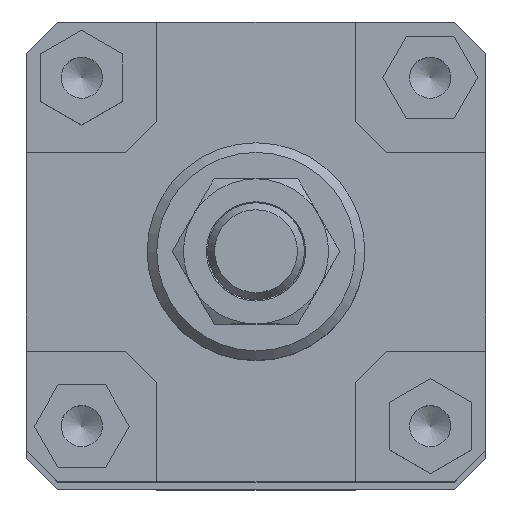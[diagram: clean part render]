
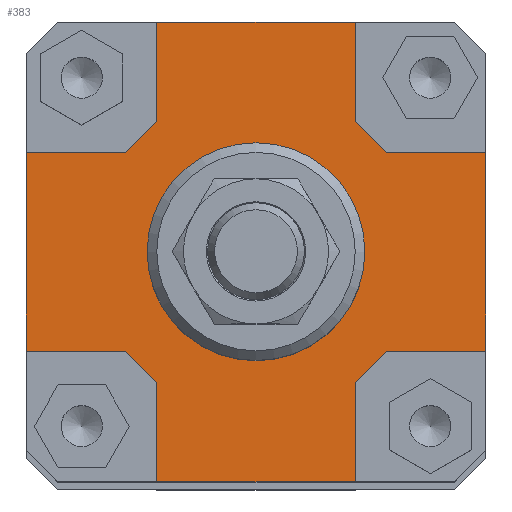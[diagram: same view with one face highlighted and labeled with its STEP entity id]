
A CAD part, top view. The second image highlights one B-rep face of the part: STEP entity #383.
In plain terms, the highlighted planar face has unit normal (0, 0, 1).
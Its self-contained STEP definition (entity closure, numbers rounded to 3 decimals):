
#383 = ADVANCED_FACE( '', ( #896, #897 ), #898, .T. );
#896 = FACE_OUTER_BOUND( '', #1600, .T. );
#897 = FACE_BOUND( '', #1601, .T. );
#898 = PLANE( '', #1602 );
#1600 = EDGE_LOOP( '', ( #2510, #2511, #2512, #2513, #2514, #2515, #2516, #2517, #2518, #2519, #2520, #2521, #2522, #2523, #2524, #2525 ) );
#1601 = EDGE_LOOP( '', ( #2526 ) );
#1602 = AXIS2_PLACEMENT_3D( '', #2527, #2528, #2529 );
#2510 = ORIENTED_EDGE( '', *, *, #4149, .T. );
#2511 = ORIENTED_EDGE( '', *, *, #4146, .F. );
#2512 = ORIENTED_EDGE( '', *, *, #4071, .T. );
#2513 = ORIENTED_EDGE( '', *, *, #4150, .F. );
#2514 = ORIENTED_EDGE( '', *, *, #4151, .T. );
#2515 = ORIENTED_EDGE( '', *, *, #4152, .F. );
#2516 = ORIENTED_EDGE( '', *, *, #4153, .T. );
#2517 = ORIENTED_EDGE( '', *, *, #4154, .F. );
#2518 = ORIENTED_EDGE( '', *, *, #4040, .T. );
#2519 = ORIENTED_EDGE( '', *, *, #4155, .F. );
#2520 = ORIENTED_EDGE( '', *, *, #4144, .T. );
#2521 = ORIENTED_EDGE( '', *, *, #4156, .F. );
#2522 = ORIENTED_EDGE( '', *, *, #4157, .T. );
#2523 = ORIENTED_EDGE( '', *, *, #4158, .F. );
#2524 = ORIENTED_EDGE( '', *, *, #4159, .T. );
#2525 = ORIENTED_EDGE( '', *, *, #4160, .F. );
#2526 = ORIENTED_EDGE( '', *, *, #4161, .T. );
#2527 = CARTESIAN_POINT( '', ( 0., 0., 982. ) );
#2528 = DIRECTION( '', ( 0., 0., 1. ) );
#2529 = DIRECTION( '', ( 1., 0., 0. ) );
#4040 = EDGE_CURVE( '', #4814, #4811, #4815, .T. );
#4071 = EDGE_CURVE( '', #4866, #4868, #4870, .T. );
#4144 = EDGE_CURVE( '', #4984, #4988, #4990, .T. );
#4146 = EDGE_CURVE( '', #4866, #4992, #4993, .T. );
#4149 = EDGE_CURVE( '', #4996, #4992, #4997, .T. );
#4150 = EDGE_CURVE( '', #4998, #4868, #4999, .T. );
#4151 = EDGE_CURVE( '', #4998, #5000, #5001, .T. );
#4152 = EDGE_CURVE( '', #5002, #5000, #5003, .T. );
#4153 = EDGE_CURVE( '', #5002, #5004, #5005, .T. );
#4154 = EDGE_CURVE( '', #4814, #5004, #5006, .T. );
#4155 = EDGE_CURVE( '', #4984, #4811, #5007, .T. );
#4156 = EDGE_CURVE( '', #5008, #4988, #5009, .T. );
#4157 = EDGE_CURVE( '', #5008, #5010, #5011, .T. );
#4158 = EDGE_CURVE( '', #5012, #5010, #5013, .T. );
#4159 = EDGE_CURVE( '', #5012, #5014, #5015, .T. );
#4160 = EDGE_CURVE( '', #4996, #5014, #5016, .T. );
#4161 = EDGE_CURVE( '', #5017, #5017, #5018, .T. );
#4811 = VERTEX_POINT( '', #5926 );
#4814 = VERTEX_POINT( '', #5930 );
#4815 = LINE( '', #5931, #5932 );
#4866 = VERTEX_POINT( '', #6006 );
#4868 = VERTEX_POINT( '', #6009 );
#4870 = LINE( '', #6012, #6013 );
#4984 = VERTEX_POINT( '', #6210 );
#4988 = VERTEX_POINT( '', #6216 );
#4990 = LINE( '', #6219, #6220 );
#4992 = VERTEX_POINT( '', #6222 );
#4993 = LINE( '', #6223, #6224 );
#4996 = VERTEX_POINT( '', #6228 );
#4997 = LINE( '', #6229, #6230 );
#4998 = VERTEX_POINT( '', #6231 );
#4999 = LINE( '', #6232, #6233 );
#5000 = VERTEX_POINT( '', #6234 );
#5001 = LINE( '', #6235, #6236 );
#5002 = VERTEX_POINT( '', #6237 );
#5003 = LINE( '', #6238, #6239 );
#5004 = VERTEX_POINT( '', #6240 );
#5005 = LINE( '', #6241, #6242 );
#5006 = LINE( '', #6243, #6244 );
#5007 = LINE( '', #6245, #6246 );
#5008 = VERTEX_POINT( '', #6247 );
#5009 = LINE( '', #6248, #6249 );
#5010 = VERTEX_POINT( '', #6250 );
#5011 = LINE( '', #6251, #6252 );
#5012 = VERTEX_POINT( '', #6253 );
#5013 = LINE( '', #6254, #6255 );
#5014 = VERTEX_POINT( '', #6256 );
#5015 = LINE( '', #6257, #6258 );
#5016 = LINE( '', #6259, #6260 );
#5017 = VERTEX_POINT( '', #6261 );
#5018 = CIRCLE( '', #6262, 22.5 );
#5926 = CARTESIAN_POINT( '', ( 20.5, -27., 982. ) );
#5930 = CARTESIAN_POINT( '', ( 20.5, -47.5, 982. ) );
#5931 = CARTESIAN_POINT( '', ( 20.5, -47.5, 982. ) );
#5932 = VECTOR( '', #7338, 1000. );
#6006 = CARTESIAN_POINT( '', ( -27., 20.5, 982. ) );
#6009 = CARTESIAN_POINT( '', ( -47.5, 20.5, 982. ) );
#6012 = CARTESIAN_POINT( '', ( -27., 20.5, 982. ) );
#6013 = VECTOR( '', #7367, 1000. );
#6210 = CARTESIAN_POINT( '', ( 27., -20.5, 982. ) );
#6216 = CARTESIAN_POINT( '', ( 47.5, -20.5, 982. ) );
#6219 = CARTESIAN_POINT( '', ( 27., -20.5, 982. ) );
#6220 = VECTOR( '', #7451, 1000. );
#6222 = CARTESIAN_POINT( '', ( -20.5, 27., 982. ) );
#6223 = CARTESIAN_POINT( '', ( -27., 20.5, 982. ) );
#6224 = VECTOR( '', #7452, 1000. );
#6228 = CARTESIAN_POINT( '', ( -20.5, 47.5, 982. ) );
#6229 = CARTESIAN_POINT( '', ( -20.5, 47.5, 982. ) );
#6230 = VECTOR( '', #7454, 1000. );
#6231 = CARTESIAN_POINT( '', ( -47.5, -20.5, 982. ) );
#6232 = CARTESIAN_POINT( '', ( -47.5, -20.5, 982. ) );
#6233 = VECTOR( '', #7455, 1000. );
#6234 = CARTESIAN_POINT( '', ( -27., -20.5, 982. ) );
#6235 = CARTESIAN_POINT( '', ( -47.5, -20.5, 982. ) );
#6236 = VECTOR( '', #7456, 1000. );
#6237 = CARTESIAN_POINT( '', ( -20.5, -27., 982. ) );
#6238 = CARTESIAN_POINT( '', ( -20.5, -27., 982. ) );
#6239 = VECTOR( '', #7457, 1000. );
#6240 = CARTESIAN_POINT( '', ( -20.5, -47.5, 982. ) );
#6241 = CARTESIAN_POINT( '', ( -20.5, -27., 982. ) );
#6242 = VECTOR( '', #7458, 1000. );
#6243 = CARTESIAN_POINT( '', ( 20.5, -47.5, 982. ) );
#6244 = VECTOR( '', #7459, 1000. );
#6245 = CARTESIAN_POINT( '', ( 27., -20.5, 982. ) );
#6246 = VECTOR( '', #7460, 1000. );
#6247 = CARTESIAN_POINT( '', ( 47.5, 20.5, 982. ) );
#6248 = CARTESIAN_POINT( '', ( 47.5, 20.5, 982. ) );
#6249 = VECTOR( '', #7461, 1000. );
#6250 = CARTESIAN_POINT( '', ( 27., 20.5, 982. ) );
#6251 = CARTESIAN_POINT( '', ( 47.5, 20.5, 982. ) );
#6252 = VECTOR( '', #7462, 1000. );
#6253 = CARTESIAN_POINT( '', ( 20.5, 27., 982. ) );
#6254 = CARTESIAN_POINT( '', ( 20.5, 27., 982. ) );
#6255 = VECTOR( '', #7463, 1000. );
#6256 = CARTESIAN_POINT( '', ( 20.5, 47.5, 982. ) );
#6257 = CARTESIAN_POINT( '', ( 20.5, 27., 982. ) );
#6258 = VECTOR( '', #7464, 1000. );
#6259 = CARTESIAN_POINT( '', ( -20.5, 47.5, 982. ) );
#6260 = VECTOR( '', #7465, 1000. );
#6261 = CARTESIAN_POINT( '', ( -22.5, 0., 982. ) );
#6262 = AXIS2_PLACEMENT_3D( '', #7466, #7467, #7468 );
#7338 = DIRECTION( '', ( 0., 1., 0. ) );
#7367 = DIRECTION( '', ( -1., 0., 0. ) );
#7451 = DIRECTION( '', ( 1., 0., 0. ) );
#7452 = DIRECTION( '', ( 0.707, 0.707, 0. ) );
#7454 = DIRECTION( '', ( 0., -1., 0. ) );
#7455 = DIRECTION( '', ( 0., 1., 0. ) );
#7456 = DIRECTION( '', ( 1., 0., 0. ) );
#7457 = DIRECTION( '', ( -0.707, 0.707, 0. ) );
#7458 = DIRECTION( '', ( 0., -1., 0. ) );
#7459 = DIRECTION( '', ( -1., 0., 0. ) );
#7460 = DIRECTION( '', ( -0.707, -0.707, 0. ) );
#7461 = DIRECTION( '', ( 0., -1., 0. ) );
#7462 = DIRECTION( '', ( -1., 0., 0. ) );
#7463 = DIRECTION( '', ( 0.707, -0.707, 0. ) );
#7464 = DIRECTION( '', ( 0., 1., 0. ) );
#7465 = DIRECTION( '', ( 1., 0., 0. ) );
#7466 = CARTESIAN_POINT( '', ( 0., 0., 982. ) );
#7467 = DIRECTION( '', ( 0., 0., -1. ) );
#7468 = DIRECTION( '', ( -1., 0., 0. ) );
